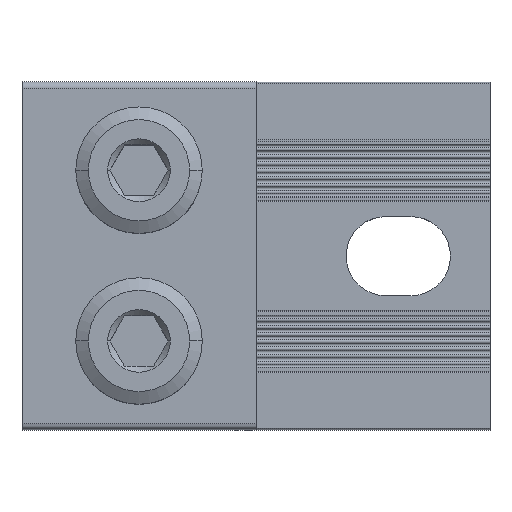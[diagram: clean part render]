
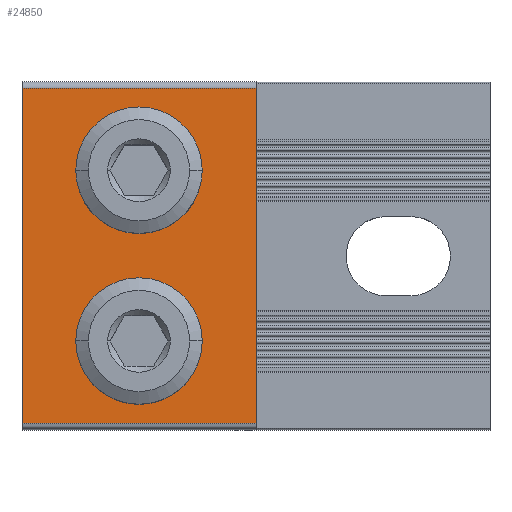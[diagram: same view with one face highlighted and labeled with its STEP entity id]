
A CAD part, top view. The second image highlights one B-rep face of the part: STEP entity #24850.
In plain terms, the highlighted planar face has unit normal (0, 0, 1).
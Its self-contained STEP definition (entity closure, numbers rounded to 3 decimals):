
#9000=CARTESIAN_POINT('',(-32.,40.,54.5));
#9010=VERTEX_POINT('',#9000);
#9040=CARTESIAN_POINT('',(-32.,0.,54.5));
#9050=DIRECTION('',(0.,1.,0.));
#9060=VECTOR('',#9050,1.);
#9070=LINE('',#9040,#9060);
#9080=CARTESIAN_POINT('',(-32.,-13.,54.5));
#9090=VERTEX_POINT('',#9080);
#9100=EDGE_CURVE('',#9090,#9010,#9070,.T.);
#24250=CARTESIAN_POINT('',(32.,-13.,54.5));
#24260=DIRECTION('',(-0.,-0.,-1.));
#24270=DIRECTION('',(0.,-1.,0.));
#24280=AXIS2_PLACEMENT_3D('',#24250,#24260,#24270);
#24290=PLANE('',#24280);
#24300=CARTESIAN_POINT('',(5.,0.,54.5));
#24310=DIRECTION('',(0.,-1.,0.));
#24320=VECTOR('',#24310,1.);
#24330=LINE('',#24300,#24320);
#24340=CARTESIAN_POINT('',(5.,40.,54.5));
#24350=VERTEX_POINT('',#24340);
#24360=CARTESIAN_POINT('',(5.,-13.,54.5));
#24370=VERTEX_POINT('',#24360);
#24380=EDGE_CURVE('',#24350,#24370,#24330,.T.);
#24390=ORIENTED_EDGE('',*,*,#24380,.F.);
#24400=CARTESIAN_POINT('',(32.,-13.,54.5));
#24410=DIRECTION('',(-1.,0.,0.));
#24420=VECTOR('',#24410,1.);
#24430=LINE('',#24400,#24420);
#24440=EDGE_CURVE('',#24370,#9090,#24430,.T.);
#24450=ORIENTED_EDGE('',*,*,#24440,.F.);
#24460=ORIENTED_EDGE('',*,*,#9100,.F.);
#24470=CARTESIAN_POINT('',(32.,40.,54.5));
#24480=DIRECTION('',(-1.,0.,0.));
#24490=VECTOR('',#24480,1.);
#24500=LINE('',#24470,#24490);
#24510=EDGE_CURVE('',#24350,#9010,#24500,.T.);
#24520=ORIENTED_EDGE('',*,*,#24510,.T.);
#24530=EDGE_LOOP('',(#24520,#24460,#24450,#24390));
#24540=FACE_OUTER_BOUND('',#24530,.T.);
#24550=CARTESIAN_POINT('',(-13.5,0.,54.5)
);
#24560=DIRECTION('',(0.,0.,-1.));
#24570=DIRECTION('',(0.,-1.,0.));
#24580=AXIS2_PLACEMENT_3D('',#24550,#24560,#24570);
#24590=CIRCLE('',#24580,10.);
#24600=CARTESIAN_POINT('',(-13.5,-10.,54.5));
#24610=VERTEX_POINT('',#24600);
#24620=CARTESIAN_POINT('',(-13.5,10.,54.5));
#24630=VERTEX_POINT('',#24620);
#24640=EDGE_CURVE('',#24610,#24630,#24590,.T.);
#24650=ORIENTED_EDGE('',*,*,#24640,.T.);
#24660=EDGE_CURVE('',#24630,#24610,#24590,.T.);
#24670=ORIENTED_EDGE('',*,*,#24660,.T.);
#24680=EDGE_LOOP('',(#24670,#24650));
#24690=FACE_BOUND('',#24680,.T.);
#24700=CARTESIAN_POINT('',(-13.5,27.,54.5));
#24710=DIRECTION('',(0.,0.,-1.));
#24720=DIRECTION('',(0.,-1.,0.));
#24730=AXIS2_PLACEMENT_3D('',#24700,#24710,#24720);
#24740=CIRCLE('',#24730,10.);
#24750=CARTESIAN_POINT('',(-13.5,17.,54.5));
#24760=VERTEX_POINT('',#24750);
#24770=CARTESIAN_POINT('',(-13.5,37.,54.5));
#24780=VERTEX_POINT('',#24770);
#24790=EDGE_CURVE('',#24760,#24780,#24740,.T.);
#24800=ORIENTED_EDGE('',*,*,#24790,.T.);
#24810=EDGE_CURVE('',#24780,#24760,#24740,.T.);
#24820=ORIENTED_EDGE('',*,*,#24810,.T.);
#24830=EDGE_LOOP('',(#24820,#24800));
#24840=FACE_BOUND('',#24830,.T.);
#24850=ADVANCED_FACE('',(#24540,#24690,#24840),#24290,.F.);
